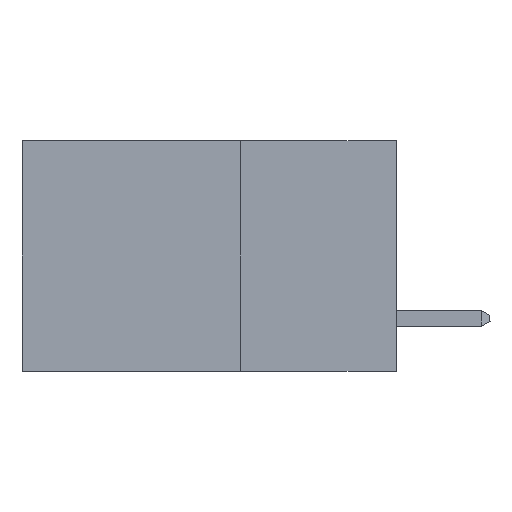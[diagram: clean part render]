
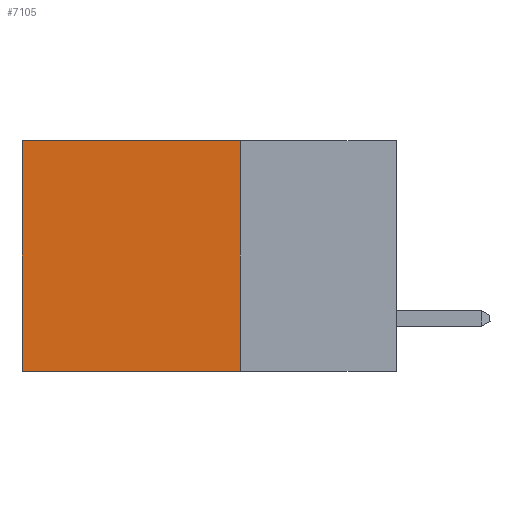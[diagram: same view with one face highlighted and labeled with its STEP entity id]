
A CAD part, left-side view. The second image highlights one B-rep face of the part: STEP entity #7105.
In plain terms, the highlighted planar face has unit normal (-1, 0, 0).
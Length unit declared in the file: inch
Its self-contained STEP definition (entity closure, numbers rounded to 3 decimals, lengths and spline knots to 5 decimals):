
#111 = DIRECTION ( 'NONE',  ( 0., 0., -1. ) ) ;
#369 = AXIS2_PLACEMENT_3D ( 'NONE', #18599, #19014, #111 ) ;
#1159 = CARTESIAN_POINT ( 'NONE',  ( 0.298, 0.25, 0. ) ) ;
#2468 = ORIENTED_EDGE ( 'NONE', *, *, #9045, .T. ) ;
#2783 = CARTESIAN_POINT ( 'NONE',  ( 0.298, 0.25, -0.37 ) ) ;
#3295 = ORIENTED_EDGE ( 'NONE', *, *, #11139, .F. ) ;
#5018 = EDGE_CURVE ( 'NONE', #14770, #20669, #9486, .T. ) ;
#5310 = FACE_OUTER_BOUND ( 'NONE', #10768, .T. ) ;
#5900 = DIRECTION ( 'NONE',  ( 0., 0., -1. ) ) ;
#5976 = LINE ( 'NONE', #24650, #21537 ) ;
#6050 = ORIENTED_EDGE ( 'NONE', *, *, #13606, .T. ) ;
#6549 = VERTEX_POINT ( 'NONE', #22011 ) ;
#6648 = CARTESIAN_POINT ( 'NONE',  ( 0.298, 0.25, 0. ) ) ;
#7105 = ADVANCED_FACE ( 'NONE', ( #5310 ), #28049, .F. ) ;
#8310 = VECTOR ( 'NONE', #14053, 39.37008 ) ;
#9045 = EDGE_CURVE ( 'NONE', #14770, #6549, #16110, .T. ) ;
#9486 = LINE ( 'NONE', #1159, #13550 ) ;
#9686 = DIRECTION ( 'NONE',  ( 0., 1., 0. ) ) ;
#10045 = LINE ( 'NONE', #2783, #21522 ) ;
#10768 = EDGE_LOOP ( 'NONE', ( #6050, #3295, #30314, #2468 ) ) ;
#11139 = EDGE_CURVE ( 'NONE', #20669, #15752, #10045, .T. ) ;
#12965 = CARTESIAN_POINT ( 'NONE',  ( 0.298, 0.25, -0.37 ) ) ;
#13550 = VECTOR ( 'NONE', #5900, 39.37008 ) ;
#13606 = EDGE_CURVE ( 'NONE', #6549, #15752, #5976, .T. ) ;
#14053 = DIRECTION ( 'NONE',  ( 0., 1., 0. ) ) ;
#14770 = VERTEX_POINT ( 'NONE', #6648 ) ;
#15256 = DIRECTION ( 'NONE',  ( 0., 0., -1. ) ) ;
#15752 = VERTEX_POINT ( 'NONE', #26843 ) ;
#16110 = LINE ( 'NONE', #16631, #8310 ) ;
#16631 = CARTESIAN_POINT ( 'NONE',  ( 0.298, 0.25, 0. ) ) ;
#18599 = CARTESIAN_POINT ( 'NONE',  ( 0.298, 0.25, 0. ) ) ;
#19014 = DIRECTION ( 'NONE',  ( 1., 0., 0. ) ) ;
#20669 = VERTEX_POINT ( 'NONE', #12965 ) ;
#21522 = VECTOR ( 'NONE', #9686, 39.37008 ) ;
#21537 = VECTOR ( 'NONE', #15256, 39.37008 ) ;
#22011 = CARTESIAN_POINT ( 'NONE',  ( 0.298, 0.6, 0. ) ) ;
#24650 = CARTESIAN_POINT ( 'NONE',  ( 0.298, 0.6, 0. ) ) ;
#26843 = CARTESIAN_POINT ( 'NONE',  ( 0.298, 0.6, -0.37 ) ) ;
#28049 = PLANE ( 'NONE',  #369 ) ;
#30314 = ORIENTED_EDGE ( 'NONE', *, *, #5018, .F. ) ;
